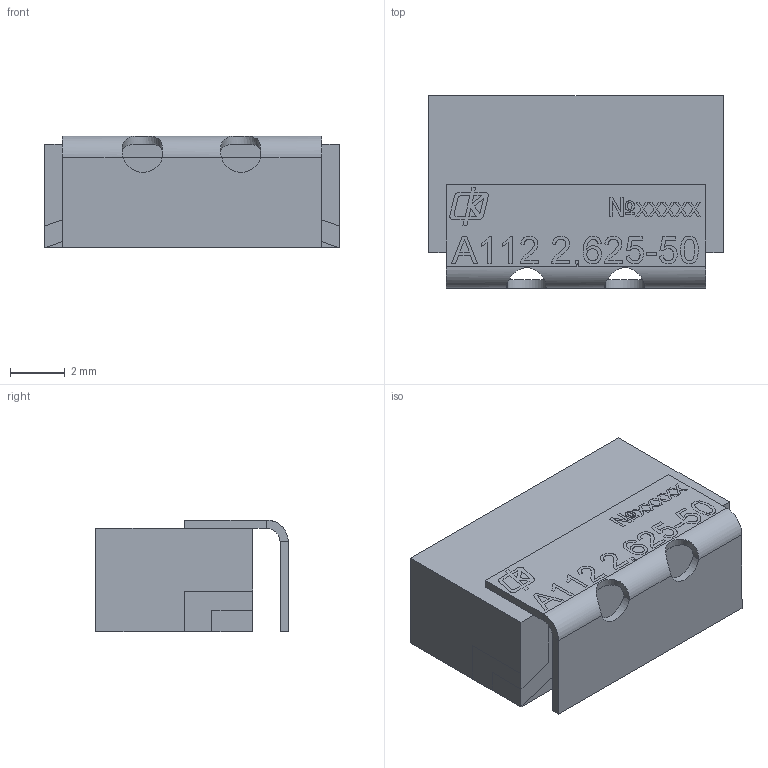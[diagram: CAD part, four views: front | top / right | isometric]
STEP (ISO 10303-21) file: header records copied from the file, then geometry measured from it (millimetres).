
FILE_DESCRIPTION(('STEP AP203'), '1');
FILE_NAME('ÍØÁÀ.434834.019-03.01_Ôèëüòð ÔÊÏ1-219-03-2,625-50', '', ('UNSPECIFIED'), ('UNSPECIFIED'), 'ASCON STEP Converter 1.6', 'ASCON Math Kernel', '');
FILE_SCHEMA(('CONFIG_CONTROL_DESIGN'));
Length unit declared in the file: millimetre
Products named in the file (1): НШБА.434834.019-03.01_Фильтр ФКП1-219-03-2,625-50
Bounding box: 10.8 x 7.05 x 4.1 mm (x, y, z)
Volume: 255.8 mm3; surface area: 347.5 mm2
Topology: 1 solids, 1 shells, 346 faces, 938 edges, 618 vertices
Faces by surface type: plane 237, bspline 98, cylinder 11
Entity records: 23193 total; most frequent: CARTESIAN_POINT 12481, ORIENTED_EDGE 1876, DIRECTION 1183, EDGE_CURVE 938, LINE 641, VECTOR 641, VERTEX_POINT 618, FACE_BOUND 374
